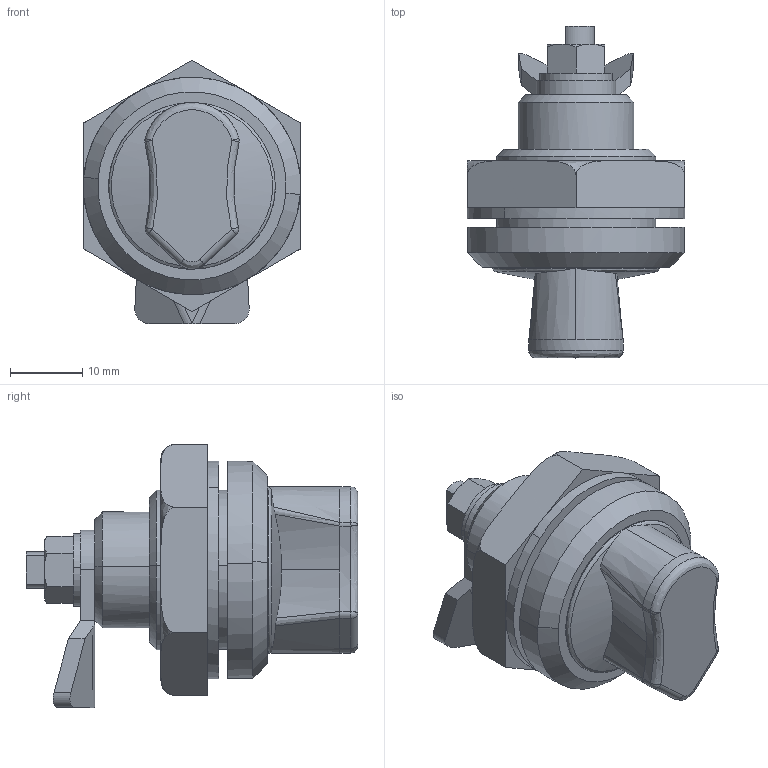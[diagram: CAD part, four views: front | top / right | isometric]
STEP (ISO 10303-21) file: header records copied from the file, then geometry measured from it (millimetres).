
FILE_DESCRIPTION( (''), '2;1');
FILE_NAME ('PC50.9240.TL_284N_5572.stp','2020-01-09T11:31:34',(''),(''),'spGate 15.6.1','','');
FILE_SCHEMA (('AUTOMOTIVE_DESIGN'));
Length unit declared in the file: millimetre
Products named in the file (6): Assembly; TL_284N_M1; TL_284N_M2; TL_284N_M3; TL_284N_M4; TL_284N_M5
Assembly tree (5 placements, depth 2):
  Assembly
    TL_284N_M1
    TL_284N_M2
    TL_284N_M3
    TL_284N_M4
    TL_284N_M5
Bounding box: 30 x 45.8 x 36.32 mm (x, y, z)
Volume: 15539.8 mm3; surface area: 9188.8 mm2
Topology: 5 solids, 5 shells, 137 faces, 323 edges, 204 vertices
Faces by surface type: plane 52, cylinder 43, bspline 36, sphere 6
Entity records: 7761 total; most frequent: CARTESIAN_POINT 2313, ORIENTED_EDGE 622, DIRECTION 531, COLOUR_RGB 447, PRESENTATION_STYLE_ASSIGNMENT 447, STYLED_ITEM 447, EDGE_CURVE 311, DRAUGHTING_PRE_DEFINED_CURVE_FONT 311
